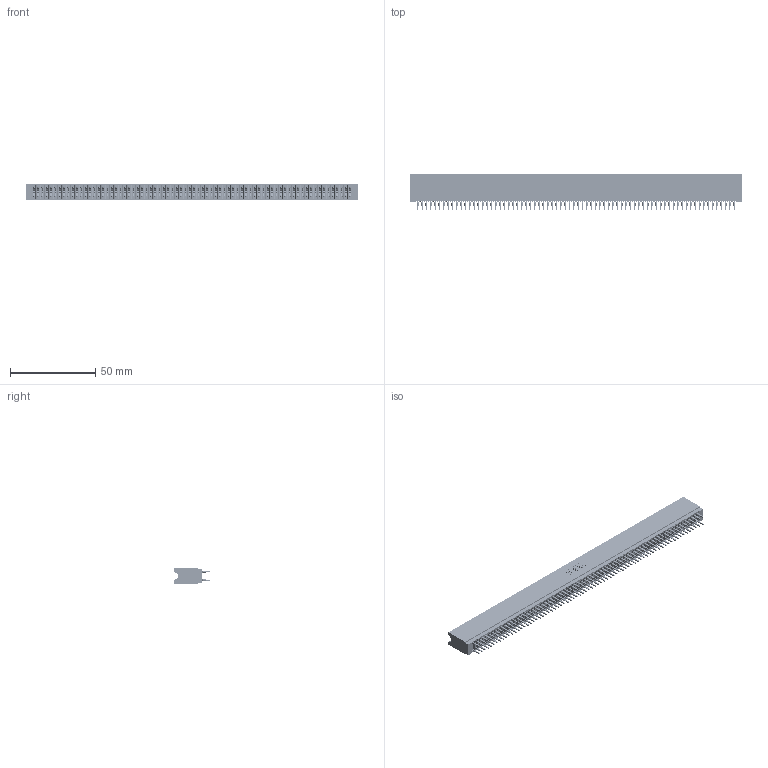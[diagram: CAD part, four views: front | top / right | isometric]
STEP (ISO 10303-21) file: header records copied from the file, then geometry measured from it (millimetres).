
FILE_DESCRIPTION (( 'STEP AP203' ), '1' );
FILE_NAME ('745-148-525-206.STEP', '2026-02-27T04:48:11', ( '' ), ( '' ), 'SwSTEP 2.0', 'SolidWorks 2023', '' );
FILE_SCHEMA (( 'CONFIG_CONTROL_DESIGN' ));
Length unit declared in the file: millimetre
Products named in the file (3): 745-292-001_525; 745-148-525-206; 745 Part_Insulator Option - 06
Assembly tree (149 placements, depth 2):
  745-148-525-206
    745 Part_Insulator Option - 06
    745-292-001_525  x148
Bounding box: 194.56 x 21.22 x 8.89 mm (x, y, z)
Volume: 17265.2 mm3; surface area: 35730.7 mm2
Topology: 149 solids, 149 shells, 13342 faces, 35854 edges, 22520 vertices
Faces by surface type: plane 6864, bspline 2960, cylinder 2630, torus 888
Entity records: 120232 total; most frequent: CARTESIAN_POINT 21346, ORIENTED_EDGE 20846, DIRECTION 18183, EDGE_CURVE 10423, LINE 9797, VECTOR 9797, VERTEX_POINT 6644, AXIS2_PLACEMENT_3D 4193
